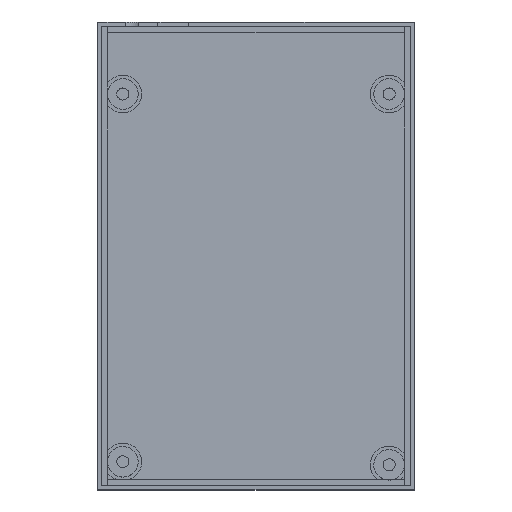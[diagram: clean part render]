
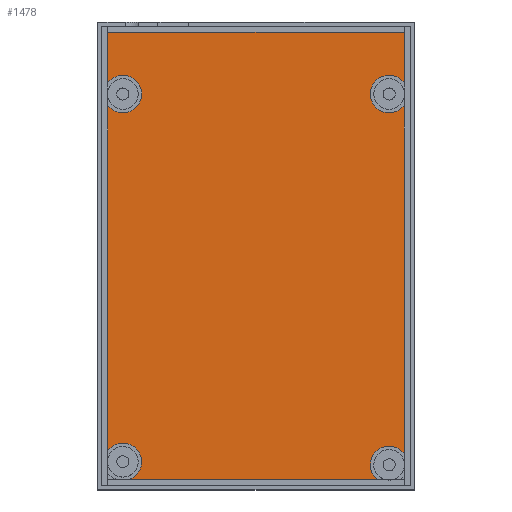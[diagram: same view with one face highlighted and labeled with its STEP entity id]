
A CAD part, top view. The second image highlights one B-rep face of the part: STEP entity #1478.
In plain terms, the highlighted planar face has unit normal (0, 0, 1).
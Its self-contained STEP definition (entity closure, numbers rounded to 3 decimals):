
#793 = VERTEX_POINT('',#794);
#794 = CARTESIAN_POINT('',(36.711,37.166,-12.));
#800 = EDGE_CURVE('',#793,#801,#803,.T.);
#801 = VERTEX_POINT('',#802);
#802 = CARTESIAN_POINT('',(36.711,-49.28,-12.));
#803 = LINE('',#804,#805);
#804 = CARTESIAN_POINT('',(36.711,56.803,-12.));
#805 = VECTOR('',#806,1.);
#806 = DIRECTION('',(0.,-1.,0.));
#856 = VERTEX_POINT('',#857);
#857 = CARTESIAN_POINT('',(36.711,55.303,-12.));
#863 = EDGE_CURVE('',#856,#864,#866,.T.);
#864 = VERTEX_POINT('',#865);
#865 = CARTESIAN_POINT('',(36.711,42.72,-12.));
#866 = LINE('',#867,#868);
#867 = CARTESIAN_POINT('',(36.711,56.803,-12.));
#868 = VECTOR('',#869,1.);
#869 = DIRECTION('',(0.,-1.,0.));
#903 = VERTEX_POINT('',#904);
#904 = CARTESIAN_POINT('',(-36.789,55.303,-12.));
#910 = EDGE_CURVE('',#903,#856,#911,.T.);
#911 = LINE('',#912,#913);
#912 = CARTESIAN_POINT('',(-38.289,55.303,-12.));
#913 = VECTOR('',#914,1.);
#914 = DIRECTION('',(1.,0.,0.));
#943 = VERTEX_POINT('',#944);
#944 = CARTESIAN_POINT('',(-36.789,42.72,-12.));
#950 = EDGE_CURVE('',#943,#903,#951,.T.);
#951 = LINE('',#952,#953);
#952 = CARTESIAN_POINT('',(-36.789,-57.289,-12.));
#953 = VECTOR('',#954,1.);
#954 = DIRECTION('',(0.,1.,0.));
#998 = VERTEX_POINT('',#999);
#999 = CARTESIAN_POINT('',(-36.789,-48.52,-12.));
#1005 = EDGE_CURVE('',#998,#1006,#1008,.T.);
#1006 = VERTEX_POINT('',#1007);
#1007 = CARTESIAN_POINT('',(-36.789,37.166,-12.));
#1008 = LINE('',#1009,#1010);
#1009 = CARTESIAN_POINT('',(-36.789,-57.289,-12.));
#1010 = VECTOR('',#1011,1.);
#1011 = DIRECTION('',(0.,1.,0.));
#1219 = VERTEX_POINT('',#1220);
#1220 = CARTESIAN_POINT('',(30.207,-55.789,-12.));
#1226 = EDGE_CURVE('',#1219,#1227,#1229,.T.);
#1227 = VERTEX_POINT('',#1228);
#1228 = CARTESIAN_POINT('',(-31.857,-55.789,-12.));
#1229 = LINE('',#1230,#1231);
#1230 = CARTESIAN_POINT('',(38.211,-55.789,-12.));
#1231 = VECTOR('',#1232,1.);
#1232 = DIRECTION('',(-1.,0.,0.));
#1466 = EDGE_CURVE('',#1219,#801,#1467,.T.);
#1467 = CIRCLE('',#1468,4.65);
#1468 = AXIS2_PLACEMENT_3D('',#1469,#1470,#1471);
#1469 = CARTESIAN_POINT('',(32.981,-52.057,-12.));
#1470 = DIRECTION('',(0.,0.,-1.));
#1471 = DIRECTION('',(1.,0.,0.));
#1478 = ADVANCED_FACE('',(#1479),#1527,.T.);
#1479 = FACE_BOUND('',#1480,.T.);
#1480 = EDGE_LOOP('',(#1481,#1482,#1483,#1492,#1499,#1500,#1509,#1516,
    #1517,#1518,#1519,#1526));
#1481 = ORIENTED_EDGE('',*,*,#910,.F.);
#1482 = ORIENTED_EDGE('',*,*,#950,.F.);
#1483 = ORIENTED_EDGE('',*,*,#1484,.T.);
#1484 = EDGE_CURVE('',#943,#1485,#1487,.T.);
#1485 = VERTEX_POINT('',#1486);
#1486 = CARTESIAN_POINT('',(-28.409,39.943,-12.));
#1487 = CIRCLE('',#1488,4.65);
#1488 = AXIS2_PLACEMENT_3D('',#1489,#1490,#1491);
#1489 = CARTESIAN_POINT('',(-33.059,39.943,-12.));
#1490 = DIRECTION('',(0.,0.,-1.));
#1491 = DIRECTION('',(1.,0.,0.));
#1492 = ORIENTED_EDGE('',*,*,#1493,.T.);
#1493 = EDGE_CURVE('',#1485,#1006,#1494,.T.);
#1494 = CIRCLE('',#1495,4.65);
#1495 = AXIS2_PLACEMENT_3D('',#1496,#1497,#1498);
#1496 = CARTESIAN_POINT('',(-33.059,39.943,-12.));
#1497 = DIRECTION('',(0.,0.,-1.));
#1498 = DIRECTION('',(1.,0.,0.));
#1499 = ORIENTED_EDGE('',*,*,#1005,.F.);
#1500 = ORIENTED_EDGE('',*,*,#1501,.T.);
#1501 = EDGE_CURVE('',#998,#1502,#1504,.T.);
#1502 = VERTEX_POINT('',#1503);
#1503 = CARTESIAN_POINT('',(-28.409,-51.297,-12.));
#1504 = CIRCLE('',#1505,4.65);
#1505 = AXIS2_PLACEMENT_3D('',#1506,#1507,#1508);
#1506 = CARTESIAN_POINT('',(-33.059,-51.297,-12.));
#1507 = DIRECTION('',(0.,0.,-1.));
#1508 = DIRECTION('',(1.,0.,0.));
#1509 = ORIENTED_EDGE('',*,*,#1510,.T.);
#1510 = EDGE_CURVE('',#1502,#1227,#1511,.T.);
#1511 = CIRCLE('',#1512,4.65);
#1512 = AXIS2_PLACEMENT_3D('',#1513,#1514,#1515);
#1513 = CARTESIAN_POINT('',(-33.059,-51.297,-12.));
#1514 = DIRECTION('',(0.,0.,-1.));
#1515 = DIRECTION('',(1.,0.,0.));
#1516 = ORIENTED_EDGE('',*,*,#1226,.F.);
#1517 = ORIENTED_EDGE('',*,*,#1466,.T.);
#1518 = ORIENTED_EDGE('',*,*,#800,.F.);
#1519 = ORIENTED_EDGE('',*,*,#1520,.T.);
#1520 = EDGE_CURVE('',#793,#864,#1521,.T.);
#1521 = CIRCLE('',#1522,4.65);
#1522 = AXIS2_PLACEMENT_3D('',#1523,#1524,#1525);
#1523 = CARTESIAN_POINT('',(32.981,39.943,-12.));
#1524 = DIRECTION('',(0.,0.,-1.));
#1525 = DIRECTION('',(1.,0.,0.));
#1526 = ORIENTED_EDGE('',*,*,#863,.F.);
#1527 = PLANE('',#1528);
#1528 = AXIS2_PLACEMENT_3D('',#1529,#1530,#1531);
#1529 = CARTESIAN_POINT('',(-0.039,-0.243,-12.));
#1530 = DIRECTION('',(0.,0.,1.));
#1531 = DIRECTION('',(1.,0.,0.));
